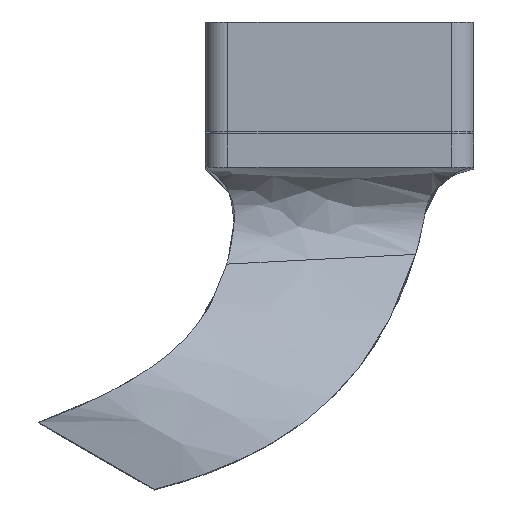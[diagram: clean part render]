
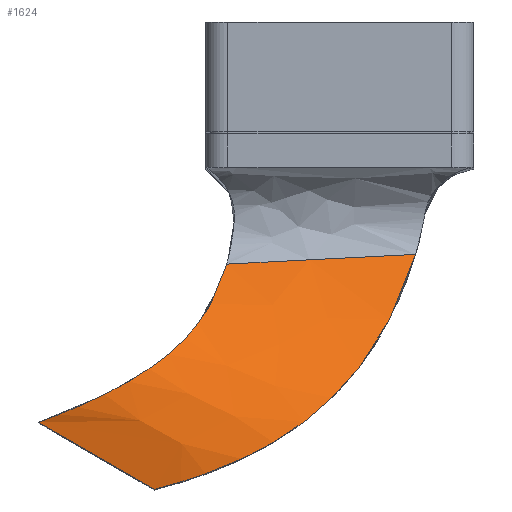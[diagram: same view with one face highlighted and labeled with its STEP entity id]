
A CAD part, top view. The second image highlights one B-rep face of the part: STEP entity #1624.
In plain terms, the highlighted free-form (B-spline) face has degree [3, 3] with [4, 7] control points.
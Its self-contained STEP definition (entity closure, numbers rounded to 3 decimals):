
#30=(
BOUNDED_CURVE()
B_SPLINE_CURVE(5,(#2392,#2393,#2394,#2395,#2396,#2397,#2398,#2399,#2400),
 .UNSPECIFIED.,.F.,.F.)
B_SPLINE_CURVE_WITH_KNOTS((6,1,1,1,6),(0.371,0.4,0.6,0.8,1.),
 .UNSPECIFIED.)
CURVE()
GEOMETRIC_REPRESENTATION_ITEM()
RATIONAL_B_SPLINE_CURVE((1.,1.,1.,1.,1.,1.,1.,1.,1.))
REPRESENTATION_ITEM('')
);
#31=(
BOUNDED_CURVE()
B_SPLINE_CURVE(5,(#2517,#2518,#2519,#2520,#2521,#2522,#2523,#2524,#2525),
 .UNSPECIFIED.,.F.,.F.)
B_SPLINE_CURVE_WITH_KNOTS((6,1,1,1,6),(0.268,0.4,0.6,0.8,1.),
 .UNSPECIFIED.)
CURVE()
GEOMETRIC_REPRESENTATION_ITEM()
RATIONAL_B_SPLINE_CURVE((1.,1.,1.,1.,1.,1.,1.,1.,1.))
REPRESENTATION_ITEM('')
);
#149=FACE_OUTER_BOUND('',#245,.T.);
#245=EDGE_LOOP('',(#1161,#1162,#1163,#1164));
#354=LINE('',#2606,#520);
#520=VECTOR('',#1855,10.);
#692=B_SPLINE_CURVE_WITH_KNOTS('',3,(#2573,#2574,#2575,#2576,#2577),
 .UNSPECIFIED.,.F.,.F.,(4,1,4),(0.,0.564,
0.833),.UNSPECIFIED.);
#737=VERTEX_POINT('',#2389);
#738=VERTEX_POINT('',#2391);
#742=VERTEX_POINT('',#2509);
#743=VERTEX_POINT('',#2516);
#898=EDGE_CURVE('',#738,#737,#30,.T.);
#906=EDGE_CURVE('',#742,#743,#31,.T.);
#909=EDGE_CURVE('',#738,#742,#692,.T.);
#910=EDGE_CURVE('',#737,#743,#354,.T.);
#1161=ORIENTED_EDGE('',*,*,#909,.F.);
#1162=ORIENTED_EDGE('',*,*,#898,.T.);
#1163=ORIENTED_EDGE('',*,*,#910,.T.);
#1164=ORIENTED_EDGE('',*,*,#906,.F.);
#1606=B_SPLINE_SURFACE_WITH_KNOTS('',3,3,((#2578,#2579,#2580,#2581,#2582,
#2583,#2584),(#2585,#2586,#2587,#2588,#2589,#2590,#2591),(#2592,#2593,#2594,
#2595,#2596,#2597,#2598),(#2599,#2600,#2601,#2602,#2603,#2604,#2605)),
 .UNSPECIFIED.,.F.,.F.,.F.,(4,4),(4,1,1,1,4),(0.,1.),(0.268,
0.477,0.686,0.895,1.),.UNSPECIFIED.);
#1624=ADVANCED_FACE('',(#149),#1606,.F.);
#1855=DIRECTION('',(0.866,-0.5,0.));
#2389=CARTESIAN_POINT('',(13.512,-51.4,29.));
#2391=CARTESIAN_POINT('',(21.946,-44.316,23.874));
#2392=CARTESIAN_POINT('Ctrl Pts',(21.946,-44.316,23.874));
#2393=CARTESIAN_POINT('Ctrl Pts',(21.928,-44.385,23.951));
#2394=CARTESIAN_POINT('Ctrl Pts',(21.778,-44.921,24.557));
#2395=CARTESIAN_POINT('Ctrl Pts',(21.413,-45.925,25.757));
#2396=CARTESIAN_POINT('Ctrl Pts',(20.587,-47.387,27.543));
#2397=CARTESIAN_POINT('Ctrl Pts',(19.103,-48.818,28.935));
#2398=CARTESIAN_POINT('Ctrl Pts',(16.739,-50.133,29.387));
#2399=CARTESIAN_POINT('Ctrl Pts',(14.67,-50.982,29.209));
#2400=CARTESIAN_POINT('Ctrl Pts',(13.512,-51.4,29.));
#2509=CARTESIAN_POINT('',(30.387,-43.88,22.622));
#2516=CARTESIAN_POINT('',(18.708,-54.4,29.));
#2517=CARTESIAN_POINT('Ctrl Pts',(30.387,-43.88,22.622));
#2518=CARTESIAN_POINT('Ctrl Pts',(30.263,-44.303,22.911));
#2519=CARTESIAN_POINT('Ctrl Pts',(29.909,-45.384,23.698));
#2520=CARTESIAN_POINT('Ctrl Pts',(29.164,-47.168,25.161));
#2521=CARTESIAN_POINT('Ctrl Pts',(27.674,-49.633,27.316));
#2522=CARTESIAN_POINT('Ctrl Pts',(25.267,-51.847,28.937));
#2523=CARTESIAN_POINT('Ctrl Pts',(22.393,-53.296,29.388));
#2524=CARTESIAN_POINT('Ctrl Pts',(20.013,-54.065,29.209));
#2525=CARTESIAN_POINT('Ctrl Pts',(18.708,-54.4,29.));
#2573=CARTESIAN_POINT('Ctrl Pts',(21.946,-44.317,23.874));
#2574=CARTESIAN_POINT('Ctrl Pts',(23.863,-44.221,23.432));
#2575=CARTESIAN_POINT('Ctrl Pts',(26.691,-44.058,23.007));
#2576=CARTESIAN_POINT('Ctrl Pts',(29.485,-43.922,22.709));
#2577=CARTESIAN_POINT('Ctrl Pts',(30.387,-43.879,22.621));
#2578=CARTESIAN_POINT('Ctrl Pts',(22.197,-43.107,22.621));
#2579=CARTESIAN_POINT('Ctrl Pts',(22.072,-43.923,23.382));
#2580=CARTESIAN_POINT('Ctrl Pts',(21.675,-45.56,25.324));
#2581=CARTESIAN_POINT('Ctrl Pts',(20.072,-47.982,28.199));
#2582=CARTESIAN_POINT('Ctrl Pts',(17.213,-49.924,29.401));
#2583=CARTESIAN_POINT('Ctrl Pts',(14.521,-51.036,29.182));
#2584=CARTESIAN_POINT('Ctrl Pts',(13.512,-51.4,29.));
#2585=CARTESIAN_POINT('Ctrl Pts',(24.928,-43.377,22.621));
#2586=CARTESIAN_POINT('Ctrl Pts',(24.738,-44.295,23.382));
#2587=CARTESIAN_POINT('Ctrl Pts',(24.17,-46.166,25.324));
#2588=CARTESIAN_POINT('Ctrl Pts',(22.252,-48.904,28.2));
#2589=CARTESIAN_POINT('Ctrl Pts',(19.127,-50.977,29.402));
#2590=CARTESIAN_POINT('Ctrl Pts',(16.296,-52.06,29.182));
#2591=CARTESIAN_POINT('Ctrl Pts',(15.244,-52.4,29.));
#2592=CARTESIAN_POINT('Ctrl Pts',(27.656,-43.61,22.622));
#2593=CARTESIAN_POINT('Ctrl Pts',(27.395,-44.624,23.383));
#2594=CARTESIAN_POINT('Ctrl Pts',(26.639,-46.74,25.325));
#2595=CARTESIAN_POINT('Ctrl Pts',(24.396,-49.843,28.2));
#2596=CARTESIAN_POINT('Ctrl Pts',(21.03,-52.044,29.402));
#2597=CARTESIAN_POINT('Ctrl Pts',(18.071,-53.084,29.182));
#2598=CARTESIAN_POINT('Ctrl Pts',(16.976,-53.4,29.));
#2599=CARTESIAN_POINT('Ctrl Pts',(30.387,-43.88,22.622));
#2600=CARTESIAN_POINT('Ctrl Pts',(30.06,-44.995,23.383));
#2601=CARTESIAN_POINT('Ctrl Pts',(29.134,-47.345,25.325));
#2602=CARTESIAN_POINT('Ctrl Pts',(26.576,-50.765,28.201));
#2603=CARTESIAN_POINT('Ctrl Pts',(22.944,-53.097,29.402));
#2604=CARTESIAN_POINT('Ctrl Pts',(19.846,-54.108,29.183));
#2605=CARTESIAN_POINT('Ctrl Pts',(18.708,-54.4,29.));
#2606=CARTESIAN_POINT('',(13.512,-51.4,29.));
